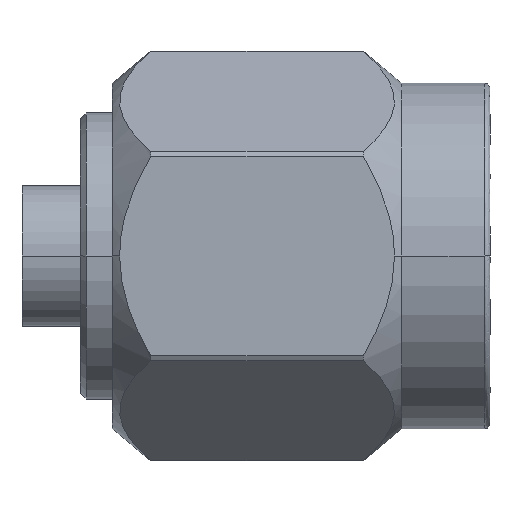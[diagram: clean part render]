
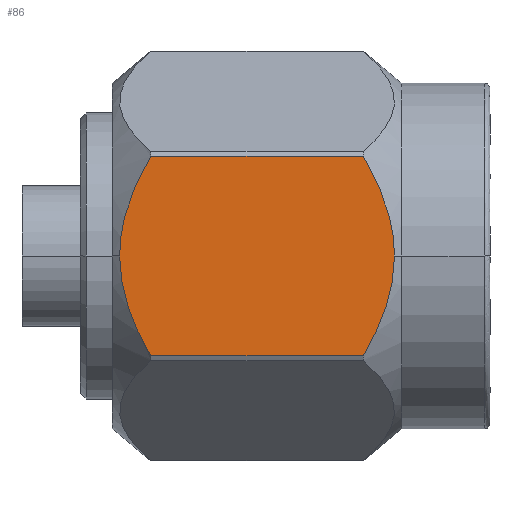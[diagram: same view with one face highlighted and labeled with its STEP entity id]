
A CAD part, left-side view. The second image highlights one B-rep face of the part: STEP entity #86.
In plain terms, the highlighted planar face has unit normal (-1, 0, 0).
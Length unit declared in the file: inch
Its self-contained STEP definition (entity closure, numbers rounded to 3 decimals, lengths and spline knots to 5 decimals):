
#68 = CARTESIAN_POINT ( 'NONE',  ( -0.15625, -0.42052, 0.0601 ) ) ;
#86 = ADVANCED_FACE ( 'NONE', ( #2565 ), #2266, .T. ) ;
#97 = CARTESIAN_POINT ( 'NONE',  ( -0.15625, -0.1936, -0.01536 ) ) ;
#101 = CARTESIAN_POINT ( 'NONE',  ( -0.15625, -0.20553, 0.0601 ) ) ;
#182 = CARTESIAN_POINT ( 'NONE',  ( -0.15625, -0.40601, -0.08733 ) ) ;
#197 = EDGE_CURVE ( 'NONE', #1463, #1789, #1145, .T. ) ;
#311 = CARTESIAN_POINT ( 'NONE',  ( -0.15625, -0.19361, 0.01548 ) ) ;
#312 = CARTESIAN_POINT ( 'NONE',  ( -0.15625, -0.40601, 0.08733 ) ) ;
#337 = ORIENTED_EDGE ( 'NONE', *, *, #1191, .T. ) ;
#382 = CARTESIAN_POINT ( 'NONE',  ( -0.15625, -0.42979, -0.03068 ) ) ;
#385 = VERTEX_POINT ( 'NONE', #1004 ) ;
#444 = DIRECTION ( 'NONE',  ( 0., -1., 0. ) ) ;
#549 = CARTESIAN_POINT ( 'NONE',  ( -0.15625, -0.1963, 0.03084 ) ) ;
#550 = CARTESIAN_POINT ( 'NONE',  ( -0.15625, -0.41381, 0.07392 ) ) ;
#552 = EDGE_CURVE ( 'NONE', #1039, #2592, #850, .T. ) ;
#557 = AXIS2_PLACEMENT_3D ( 'NONE', #1303, #2297, #1016 ) ;
#661 = LINE ( 'NONE', #2451, #2588 ) ;
#755 = CARTESIAN_POINT ( 'NONE',  ( -0.15625, -0.22003, 0.08733 ) ) ;
#771 = CARTESIAN_POINT ( 'NONE',  ( -0.15625, -0.43313, 0.00771 ) ) ;
#783 = EDGE_CURVE ( 'NONE', #1039, #2850, #1750, .T. ) ;
#814 = CARTESIAN_POINT ( 'NONE',  ( -0.15625, -0.21224, -0.07393 ) ) ;
#850 = B_SPLINE_CURVE_WITH_KNOTS ( 'NONE', 3,
 ( #312, #550, #68, #2742, #2276, #1766, #771, #1059 ),
 .UNSPECIFIED., .F., .F.,
 ( 4, 2, 2, 4 ),
 ( 0., 0.00117, 0.00175, 0.00233 ),
 .UNSPECIFIED. ) ;
#864 = CARTESIAN_POINT ( 'NONE',  ( -0.15625, -0.43313, 0. ) ) ;
#877 = CARTESIAN_POINT ( 'NONE',  ( -0.15625, -0.43313, -0.00769 ) ) ;
#1004 = CARTESIAN_POINT ( 'NONE',  ( -0.15625, -0.40601, -0.08733 ) ) ;
#1016 = DIRECTION ( 'NONE',  ( 0., -1., 0. ) ) ;
#1039 = VERTEX_POINT ( 'NONE', #2671 ) ;
#1043 = CARTESIAN_POINT ( 'NONE',  ( -0.15625, -0.20552, -0.06009 ) ) ;
#1059 = CARTESIAN_POINT ( 'NONE',  ( -0.15625, -0.43313, 0. ) ) ;
#1145 = B_SPLINE_CURVE_WITH_KNOTS ( 'NONE', 3,
 ( #1774, #2285, #97, #2041, #1537, #1043, #814, #2016 ),
 .UNSPECIFIED., .F., .F.,
 ( 4, 2, 2, 4 ),
 ( 0.00233, 0.00292, 0.0035, 0.00466 ),
 .UNSPECIFIED. ) ;
#1165 = ORIENTED_EDGE ( 'NONE', *, *, #1454, .T. ) ;
#1170 = CARTESIAN_POINT ( 'NONE',  ( -0.15625, -0.43245, -0.01536 ) ) ;
#1183 = CARTESIAN_POINT ( 'NONE',  ( -0.15625, -0.42782, -0.03821 ) ) ;
#1191 = EDGE_CURVE ( 'NONE', #2850, #1463, #2386, .T. ) ;
#1285 = ORIENTED_EDGE ( 'NONE', *, *, #552, .F. ) ;
#1300 = CARTESIAN_POINT ( 'NONE',  ( -0.15625, -0.19292, 0. ) ) ;
#1303 = CARTESIAN_POINT ( 'NONE',  ( -0.15625, -0.10988, 0.09021 ) ) ;
#1353 = VECTOR ( 'NONE', #1602, 39.37008 ) ;
#1434 = B_SPLINE_CURVE_WITH_KNOTS ( 'NONE', 3,
 ( #1860, #877, #1170, #382, #1183, #2374, #2877, #182 ),
 .UNSPECIFIED., .F., .F.,
 ( 4, 2, 2, 4 ),
 ( 0.00233, 0.00292, 0.0035, 0.00466 ),
 .UNSPECIFIED. ) ;
#1454 = EDGE_CURVE ( 'NONE', #1789, #385, #661, .T. ) ;
#1463 = VERTEX_POINT ( 'NONE', #2304 ) ;
#1537 = CARTESIAN_POINT ( 'NONE',  ( -0.15625, -0.19823, -0.03821 ) ) ;
#1564 = CARTESIAN_POINT ( 'NONE',  ( -0.15625, -0.10988, 0.08733 ) ) ;
#1602 = DIRECTION ( 'NONE',  ( 0., 1., 0. ) ) ;
#1750 = LINE ( 'NONE', #1564, #1353 ) ;
#1766 = CARTESIAN_POINT ( 'NONE',  ( -0.15625, -0.43243, 0.01548 ) ) ;
#1774 = CARTESIAN_POINT ( 'NONE',  ( -0.15625, -0.19292, 0. ) ) ;
#1789 = VERTEX_POINT ( 'NONE', #2865 ) ;
#1860 = CARTESIAN_POINT ( 'NONE',  ( -0.15625, -0.43313, 0. ) ) ;
#2016 = CARTESIAN_POINT ( 'NONE',  ( -0.15625, -0.22003, -0.08733 ) ) ;
#2041 = CARTESIAN_POINT ( 'NONE',  ( -0.15625, -0.19626, -0.03068 ) ) ;
#2119 = ORIENTED_EDGE ( 'NONE', *, *, #783, .T. ) ;
#2266 = PLANE ( 'NONE',  #557 ) ;
#2275 = CARTESIAN_POINT ( 'NONE',  ( -0.15625, -0.19292, 0.00771 ) ) ;
#2276 = CARTESIAN_POINT ( 'NONE',  ( -0.15625, -0.42975, 0.03084 ) ) ;
#2285 = CARTESIAN_POINT ( 'NONE',  ( -0.15625, -0.19292, -0.00769 ) ) ;
#2295 = CARTESIAN_POINT ( 'NONE',  ( -0.15625, -0.19825, 0.03829 ) ) ;
#2297 = DIRECTION ( 'NONE',  ( -1., 0., 0. ) ) ;
#2304 = CARTESIAN_POINT ( 'NONE',  ( -0.15625, -0.19292, 0. ) ) ;
#2374 = CARTESIAN_POINT ( 'NONE',  ( -0.15625, -0.42053, -0.06009 ) ) ;
#2386 = B_SPLINE_CURVE_WITH_KNOTS ( 'NONE', 3,
 ( #755, #2993, #101, #2295, #549, #311, #2275, #1300 ),
 .UNSPECIFIED., .F., .F.,
 ( 4, 2, 2, 4 ),
 ( 0., 0.00117, 0.00175, 0.00233 ),
 .UNSPECIFIED. ) ;
#2433 = EDGE_LOOP ( 'NONE', ( #1285, #2119, #337, #2772, #1165, #3138 ) ) ;
#2451 = CARTESIAN_POINT ( 'NONE',  ( -0.15625, -0.10988, -0.08733 ) ) ;
#2470 = EDGE_CURVE ( 'NONE', #2592, #385, #1434, .T. ) ;
#2565 = FACE_OUTER_BOUND ( 'NONE', #2433, .T. ) ;
#2588 = VECTOR ( 'NONE', #444, 39.37008 ) ;
#2592 = VERTEX_POINT ( 'NONE', #864 ) ;
#2671 = CARTESIAN_POINT ( 'NONE',  ( -0.15625, -0.40601, 0.08733 ) ) ;
#2732 = CARTESIAN_POINT ( 'NONE',  ( -0.15625, -0.22003, 0.08733 ) ) ;
#2742 = CARTESIAN_POINT ( 'NONE',  ( -0.15625, -0.4278, 0.03829 ) ) ;
#2772 = ORIENTED_EDGE ( 'NONE', *, *, #197, .T. ) ;
#2850 = VERTEX_POINT ( 'NONE', #2732 ) ;
#2865 = CARTESIAN_POINT ( 'NONE',  ( -0.15625, -0.22003, -0.08733 ) ) ;
#2877 = CARTESIAN_POINT ( 'NONE',  ( -0.15625, -0.41381, -0.07393 ) ) ;
#2993 = CARTESIAN_POINT ( 'NONE',  ( -0.15625, -0.21224, 0.07392 ) ) ;
#3138 = ORIENTED_EDGE ( 'NONE', *, *, #2470, .F. ) ;
